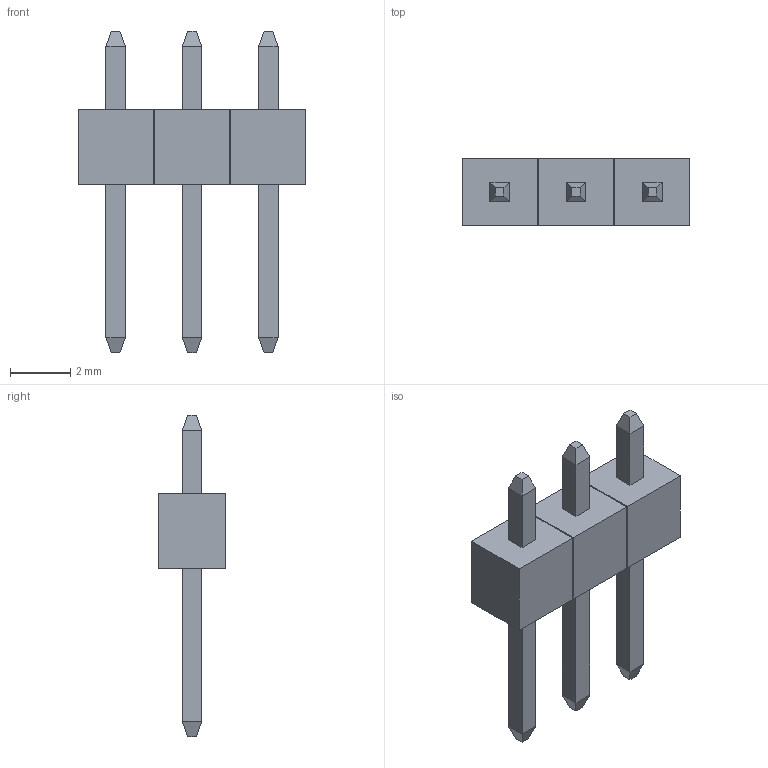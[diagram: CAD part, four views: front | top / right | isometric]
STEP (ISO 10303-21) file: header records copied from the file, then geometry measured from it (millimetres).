
FILE_DESCRIPTION (( 'STEP AP214' ), '1' );
FILE_NAME ('PIN x3 male.STEP', '2024-03-07T13:12:08', ( '' ), ( '' ), 'SwSTEP 2.0', 'SolidWorks 2024', '' );
FILE_SCHEMA (( 'AUTOMOTIVE_DESIGN' ));
Length unit declared in the file: millimetre
Products named in the file (2): PIN x3 male; PIN 1 inch male
Assembly tree (3 placements, depth 2):
  PIN x3 male
    PIN 1 inch male  x3
Bounding box: 7.58 x 2.25 x 10.7 mm (x, y, z)
Volume: 52 mm3; surface area: 165.1 mm2
Topology: 3 solids, 3 shells, 72 faces, 156 edges, 96 vertices
Faces by surface type: plane 72
Entity records: 703 total; most frequent: CARTESIAN_POINT 114, DIRECTION 112, ORIENTED_EDGE 104, LINE 52, EDGE_CURVE 52, VECTOR 52, VERTEX_POINT 32, AXIS2_PLACEMENT_3D 30
